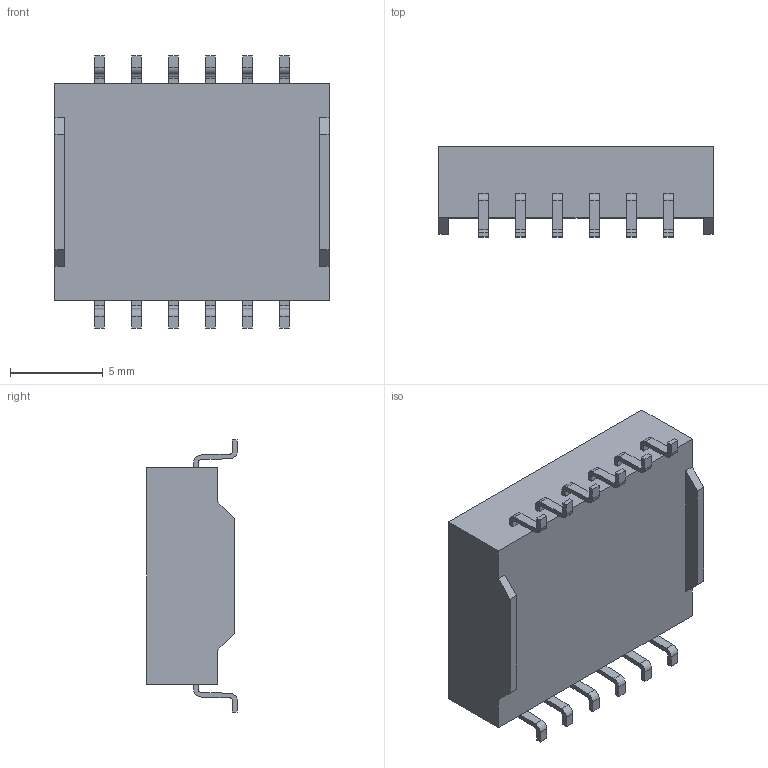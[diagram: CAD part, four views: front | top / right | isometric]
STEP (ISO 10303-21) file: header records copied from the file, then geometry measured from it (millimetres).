
FILE_DESCRIPTION (( 'STEP AP214' ), '1' );
FILE_NAME ('HM2102NL_3D.STEP', '2017-09-11T01:58:41', ( '' ), ( '' ), 'SwSTEP 2.0', 'SolidWorks 2015', '' );
FILE_SCHEMA (( 'AUTOMOTIVE_DESIGN' ));
Length unit declared in the file: millimetre
Products named in the file (1): HM2102NL_3D
Bounding box: 14.81 x 4.88 x 14.7 mm (x, y, z)
Volume: 676.9 mm3; surface area: 640.1 mm2
Topology: 13 solids, 13 shells, 185 faces, 474 edges, 316 vertices
Faces by surface type: plane 135, cylinder 50
Entity records: 5730 total; most frequent: CARTESIAN_POINT 976, ORIENTED_EDGE 948, DIRECTION 946, EDGE_CURVE 474, VECTOR 374, LINE 374, VERTEX_POINT 316, AXIS2_PLACEMENT_3D 286
